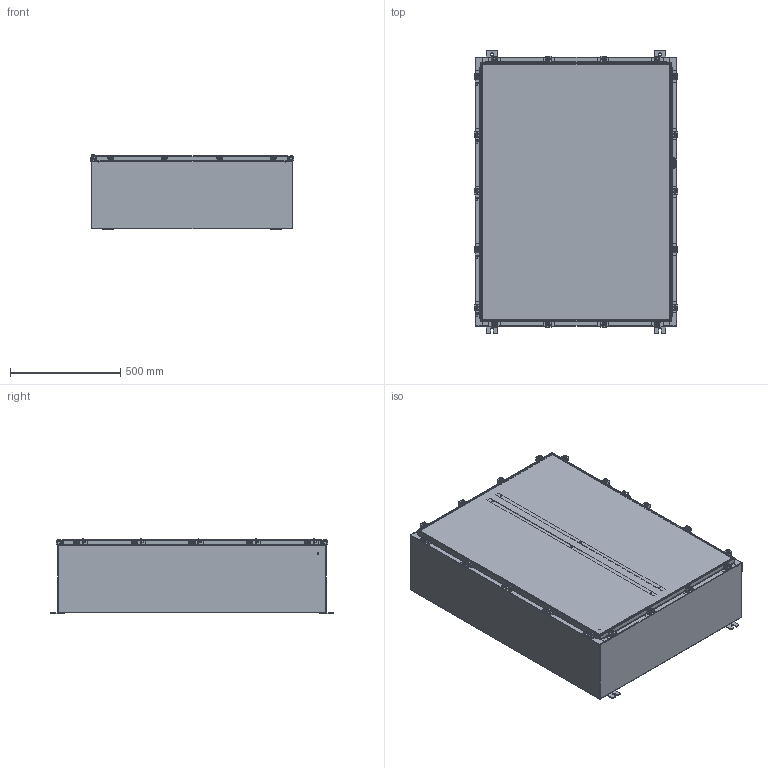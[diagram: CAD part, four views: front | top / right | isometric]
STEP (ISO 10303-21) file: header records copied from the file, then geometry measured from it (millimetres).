
FILE_DESCRIPTION (( 'STEP AP203' ), '1' );
FILE_NAME ('EX48H3612SSWP.STEP', '2015-04-02T16:52:30', ( 'changeme' ), ( 'Microsoft' ), 'SwSTEP 2.0', 'SolidWorks 2014', '' );
FILE_SCHEMA (( 'CONFIG_CONTROL_DESIGN' ));
Length unit declared in the file: inch
Products named in the file (27): N-WMT04X30402202210-00 22104005_DEFAULT; Quarter-20 CD Stud; 22101002_RTP29; EX48H3612SSWP Door Stiffener; Special Clamp Assembly; EX48H3612SSWP Bottom; 22104005_DEFAULT_RTP30; EX48H3612SSWP Special Clamp; EX48H3612SSWP Padlock Hasp; EX48H3612SSWP Top; Clamp Top_RTP31; EX48H3612SSWP Padlock Staple; ATEX CLAMP HINGE BRAKET; HW-CLN-NH-20330; EX48H3612SSWP Enclosure Stiffener; EX48H3612SSWP Backpanel; 10_30 CD Stud; EX48H3612SSWP Clamp Assembly; EX48H3612SSWP; N-WMT04X30402202210-00 22101002; EX48H3612SSWP Clamp Bracket; EX48H3612SSWP Standard Clamps; 30X10 Clamp Bracket2; EX48H3612SSWP Mounting Studs; EX48H3612SSWP Cover; N-WMT04X30402202210-00 Clamp Top; EX48H3612SSWP Body
Assembly tree (65 placements, depth 4):
  EX48H3612SSWP
    EX48H3612SSWP Backpanel
    EX48H3612SSWP Mounting Studs  x8
    Quarter-20 CD Stud  x2
    EX48H3612SSWP Door Stiffener
    EX48H3612SSWP Padlock Hasp
    EX48H3612SSWP Padlock Staple
    EX48H3612SSWP Enclosure Stiffener  x2
    EX48H3612SSWP Standard Clamps  x13
      EX48H3612SSWP Clamp Bracket
      EX48H3612SSWP Clamp Assembly
        22101002_RTP29  x2
        22104005_DEFAULT_RTP30
        Clamp Top_RTP31
    EX48H3612SSWP Cover
    EX48H3612SSWP Body
    EX48H3612SSWP Bottom
    EX48H3612SSWP Top
    10_30 CD Stud  x6
    EX48H3612SSWP Special Clamp  x5
      30X10 Clamp Bracket2
      Special Clamp Assembly
        N-WMT04X30402202210-00 22101002  x2
        N-WMT04X30402202210-00 22104005_DEFAULT
        N-WMT04X30402202210-00 Clamp Top
    ATEX CLAMP HINGE BRAKET  x5
    HW-CLN-NH-20330  x4
Bounding box: 925.1 x 1282.7 x 341.7 mm (x, y, z)
Volume: 10636773.7 mm3; surface area: 10417503.9 mm2
Topology: 130 solids, 130 shells, 3206 faces, 7801 edges, 4918 vertices
Faces by surface type: plane 1681, cylinder 1223, cone 162, torus 110, bspline 30
Entity records: 27196 total; most frequent: CARTESIAN_POINT 4838, DIRECTION 4001, ORIENTED_EDGE 3678, EDGE_CURVE 1839, AXIS2_PLACEMENT_3D 1399, VECTOR 1203, LINE 1203, VERTEX_POINT 1112
